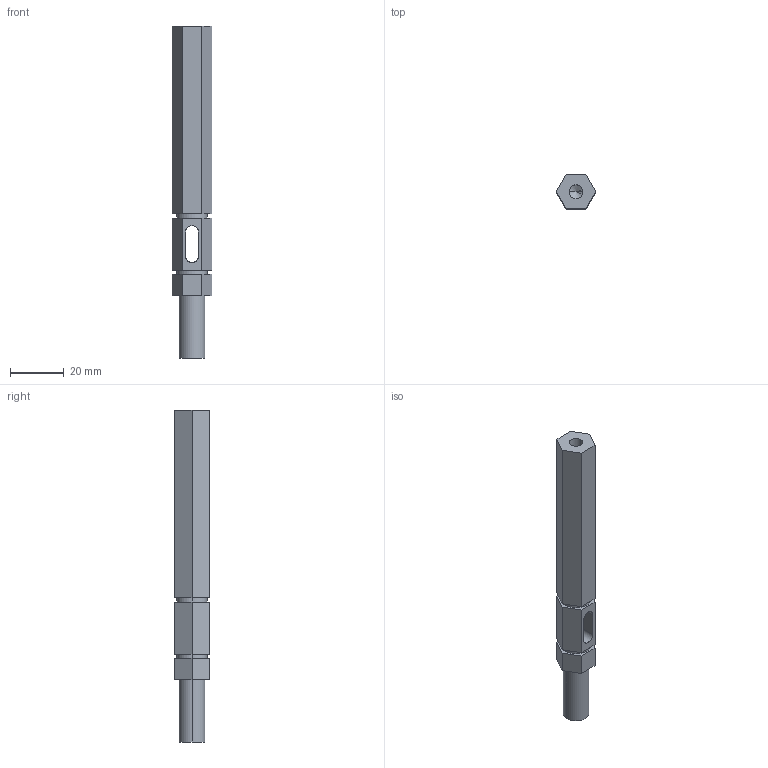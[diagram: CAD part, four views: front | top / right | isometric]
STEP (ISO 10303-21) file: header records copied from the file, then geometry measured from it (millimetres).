
FILE_DESCRIPTION (( 'STEP AP214' ), '1' );
FILE_NAME ('am-3498 Evo Shifter 2 Axle Short Hex Output Shaft.STEP', '2017-05-18T19:50:11', ( '' ), ( '' ), 'SwSTEP 2.0', 'SolidWorks 2017', '' );
FILE_SCHEMA (( 'AUTOMOTIVE_DESIGN' ));
Length unit declared in the file: inch
Products named in the file (1): am-3498 Evo Shifter 2 Axle Short Hex Output Shaft
Bounding box: 14.66 x 12.7 x 123.18 mm (x, y, z)
Volume: 13427.9 mm3; surface area: 6740.5 mm2
Topology: 1 solids, 1 shells, 48 faces, 118 edges, 77 vertices
Faces by surface type: plane 30, cylinder 16, cone 2
Entity records: 1578 total; most frequent: CARTESIAN_POINT 360, DIRECTION 234, ORIENTED_EDGE 232, EDGE_CURVE 116, VECTOR 84, LINE 84, VERTEX_POINT 77, AXIS2_PLACEMENT_3D 75
